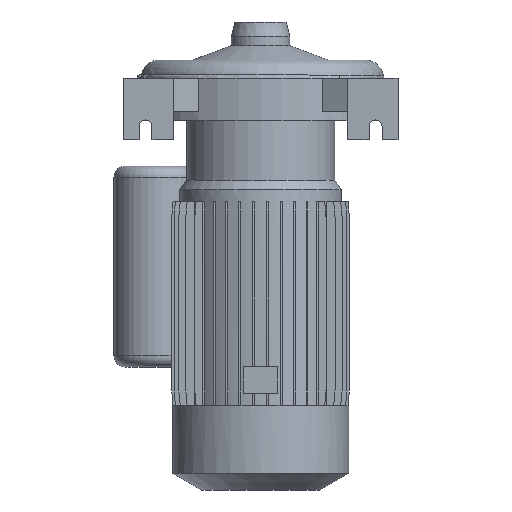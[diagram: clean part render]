
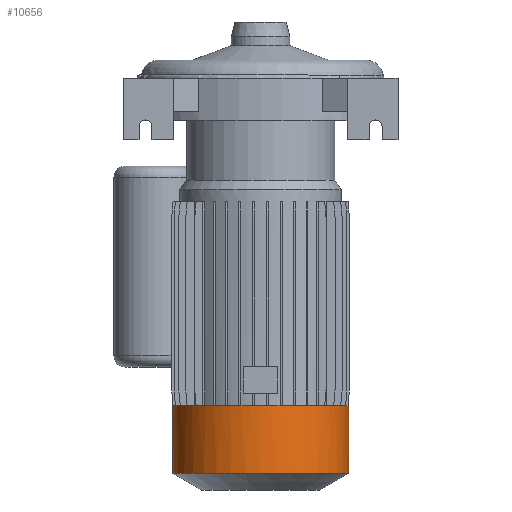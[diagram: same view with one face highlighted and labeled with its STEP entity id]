
A CAD part, front view. The second image highlights one B-rep face of the part: STEP entity #10656.
In plain terms, the highlighted cylindrical face has radius 78.5 mm (diameter 157 mm), a partial arc.
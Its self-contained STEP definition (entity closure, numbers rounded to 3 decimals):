
#12 = EDGE_CURVE ( 'NONE', #5117, #8983, #10840, .T. ) ;
#287 = EDGE_LOOP ( 'NONE', ( #1325, #11105, #420, #1622 ) ) ;
#420 = ORIENTED_EDGE ( 'NONE', *, *, #8081, .T. ) ;
#422 = DIRECTION ( 'NONE',  ( 0., 0., 1. ) ) ;
#622 = EDGE_CURVE ( 'NONE', #5117, #9308, #11744, .T. ) ;
#991 = DIRECTION ( 'NONE',  ( 0., 0., 1. ) ) ;
#1325 = ORIENTED_EDGE ( 'NONE', *, *, #622, .F. ) ;
#1589 = EDGE_CURVE ( 'NONE', #9308, #4076, #4409, .T. ) ;
#1622 = ORIENTED_EDGE ( 'NONE', *, *, #1589, .F. ) ;
#1691 = LINE ( 'NONE', #6687, #10752 ) ;
#3263 = CARTESIAN_POINT ( 'NONE',  ( 0., 0., 50. ) ) ;
#3498 = DIRECTION ( 'NONE',  ( 0., 0., 1. ) ) ;
#4076 = VERTEX_POINT ( 'NONE', #10168 ) ;
#4351 = AXIS2_PLACEMENT_3D ( 'NONE', #3263, #422, #11857 ) ;
#4374 = DIRECTION ( 'NONE',  ( 1., 0., 0. ) ) ;
#4409 = CIRCLE ( 'NONE', #7031, 78.5 ) ;
#5117 = VERTEX_POINT ( 'NONE', #5422 ) ;
#5406 = VECTOR ( 'NONE', #991, 1000. ) ;
#5422 = CARTESIAN_POINT ( 'NONE',  ( -78.5, 0., -352. ) ) ;
#6687 = CARTESIAN_POINT ( 'NONE',  ( 78.5, 0., 50. ) ) ;
#6869 = CYLINDRICAL_SURFACE ( 'NONE', #4351, 78.5 ) ;
#7031 = AXIS2_PLACEMENT_3D ( 'NONE', #12165, #3498, #11210 ) ;
#7222 = CARTESIAN_POINT ( 'NONE',  ( 0., 0., -352. ) ) ;
#8081 = EDGE_CURVE ( 'NONE', #8983, #4076, #1691, .T. ) ;
#8459 = CARTESIAN_POINT ( 'NONE',  ( -78.5, 0., -292. ) ) ;
#8983 = VERTEX_POINT ( 'NONE', #10608 ) ;
#9308 = VERTEX_POINT ( 'NONE', #8459 ) ;
#9658 = CARTESIAN_POINT ( 'NONE',  ( -78.5, 0., 50. ) ) ;
#10168 = CARTESIAN_POINT ( 'NONE',  ( 78.5, 0., -292. ) ) ;
#10593 = DIRECTION ( 'NONE',  ( 0., 0., 1. ) ) ;
#10608 = CARTESIAN_POINT ( 'NONE',  ( 78.5, 0., -352. ) ) ;
#10656 = ADVANCED_FACE ( 'NONE', ( #11797 ), #6869, .T. ) ;
#10752 = VECTOR ( 'NONE', #10593, 1000. ) ;
#10840 = CIRCLE ( 'NONE', #11643, 78.5 ) ;
#11077 = DIRECTION ( 'NONE',  ( 0., 0., 1. ) ) ;
#11105 = ORIENTED_EDGE ( 'NONE', *, *, #12, .T. ) ;
#11210 = DIRECTION ( 'NONE',  ( 1., 0., 0. ) ) ;
#11643 = AXIS2_PLACEMENT_3D ( 'NONE', #7222, #11077, #4374 ) ;
#11744 = LINE ( 'NONE', #9658, #5406 ) ;
#11797 = FACE_OUTER_BOUND ( 'NONE', #287, .T. ) ;
#11857 = DIRECTION ( 'NONE',  ( 1., 0., 0. ) ) ;
#12165 = CARTESIAN_POINT ( 'NONE',  ( 0., 0., -292. ) ) ;
